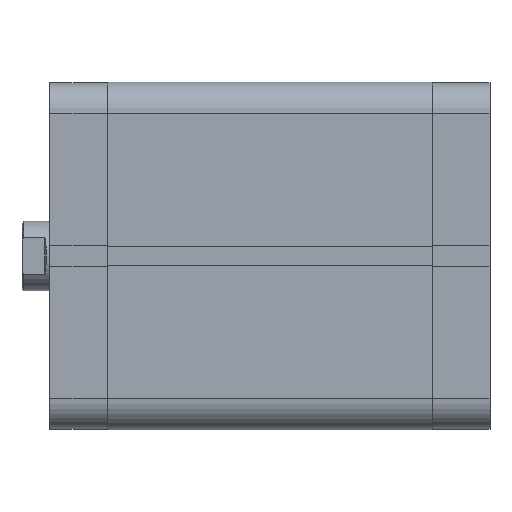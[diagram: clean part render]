
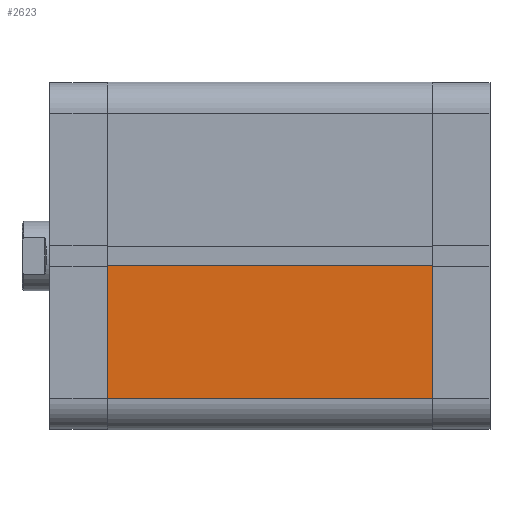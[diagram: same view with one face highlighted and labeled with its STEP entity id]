
A CAD part, front view. The second image highlights one B-rep face of the part: STEP entity #2623.
In plain terms, the highlighted face is planar.
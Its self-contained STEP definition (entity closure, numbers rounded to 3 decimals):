
#119 = EDGE_LOOP ( 'NONE', ( #4968, #4967, #4966, #4965 ) ) ;
#1028 = VERTEX_POINT ( 'NONE', #1433 ) ;
#1047 = VERTEX_POINT ( 'NONE', #1452 ) ;
#1100 = VERTEX_POINT ( 'NONE', #1505 ) ;
#1112 = VERTEX_POINT ( 'NONE', #1517 ) ;
#1433 = CARTESIAN_POINT ( 'NONE',  ( 50., -41., 93.5 ) ) ;
#1452 = CARTESIAN_POINT ( 'NONE',  ( 50., -41., 0. ) ) ;
#1505 = CARTESIAN_POINT ( 'NONE',  ( 50., -2.6, 0. ) ) ;
#1517 = CARTESIAN_POINT ( 'NONE',  ( 50., -2.6, 93.5 ) ) ;
#1587 = PLANE ( 'NONE',  #6259 ) ;
#1590 = CARTESIAN_POINT ( 'NONE',  ( 50., -2.6, 93.5 ) ) ;
#1596 = DIRECTION ( 'NONE',  ( -1., 0., 0. ) ) ;
#1597 = DIRECTION ( 'NONE',  ( 0., -1., 0. ) ) ;
#2623 = ADVANCED_FACE ( 'NONE', ( #5174 ), #1587, .F. ) ;
#2839 = VECTOR ( 'NONE', #3763, 1000. ) ;
#2843 = LINE ( 'NONE', #3756, #2839 ) ;
#2924 = LINE ( 'NONE', #3916, #2925 ) ;
#2925 = VECTOR ( 'NONE', #3917, 1000. ) ;
#3028 = LINE ( 'NONE', #4106, #3029 ) ;
#3029 = VECTOR ( 'NONE', #4107, 1000. ) ;
#3032 = LINE ( 'NONE', #4110, #3033 ) ;
#3033 = VECTOR ( 'NONE', #4111, 1000. ) ;
#3756 = CARTESIAN_POINT ( 'NONE',  ( 50., -2.6, 0. ) ) ;
#3763 = DIRECTION ( 'NONE',  ( 0., 1., 0. ) ) ;
#3916 = CARTESIAN_POINT ( 'NONE',  ( 50., -2.6, 93.5 ) ) ;
#3917 = DIRECTION ( 'NONE',  ( 0., 1., 0. ) ) ;
#4106 = CARTESIAN_POINT ( 'NONE',  ( 50., -41., 93.5 ) ) ;
#4107 = DIRECTION ( 'NONE',  ( 0., 0., -1. ) ) ;
#4110 = CARTESIAN_POINT ( 'NONE',  ( 50., -2.6, 93.5 ) ) ;
#4111 = DIRECTION ( 'NONE',  ( 0., 0., -1. ) ) ;
#4965 = ORIENTED_EDGE ( 'NONE', *, *, #6035, .T. ) ;
#4966 = ORIENTED_EDGE ( 'NONE', *, *, #5974, .F. ) ;
#4967 = ORIENTED_EDGE ( 'NONE', *, *, #6037, .F. ) ;
#4968 = ORIENTED_EDGE ( 'NONE', *, *, #5927, .T. ) ;
#5174 = FACE_OUTER_BOUND ( 'NONE', #119, .T. ) ;
#5927 = EDGE_CURVE ( 'NONE', #1047, #1100, #2843, .T. ) ;
#5974 = EDGE_CURVE ( 'NONE', #1028, #1112, #2924, .T. ) ;
#6035 = EDGE_CURVE ( 'NONE', #1028, #1047, #3028, .T. ) ;
#6037 = EDGE_CURVE ( 'NONE', #1112, #1100, #3032, .T. ) ;
#6259 = AXIS2_PLACEMENT_3D ( 'NONE', #1590, #1596, #1597 ) ;
